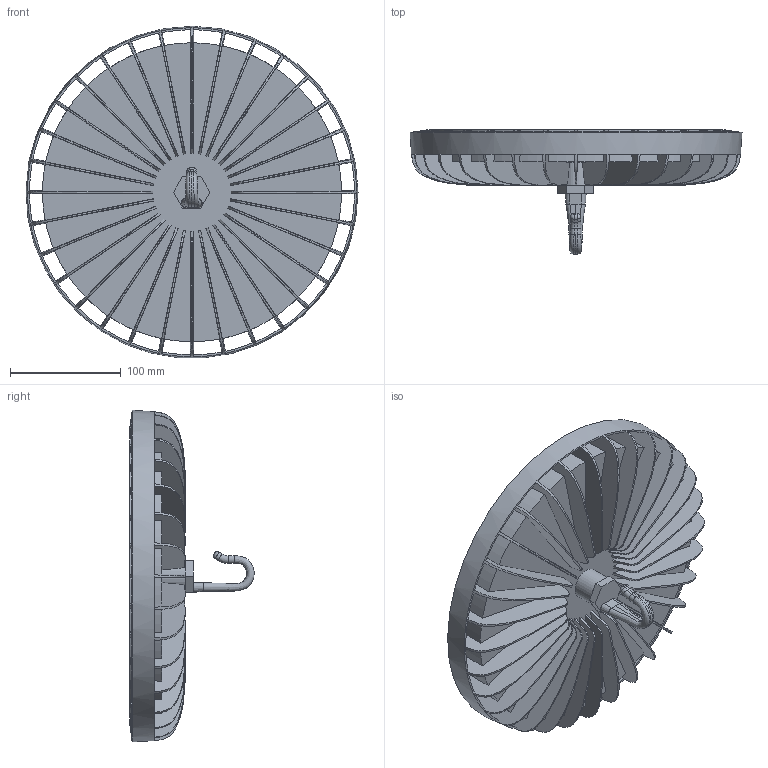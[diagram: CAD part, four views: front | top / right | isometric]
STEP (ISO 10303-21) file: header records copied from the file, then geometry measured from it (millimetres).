
FILE_DESCRIPTION (( 'STEP AP214' ), '1' );
FILE_NAME ('HB_COMP_225W.STEP', '2023-06-06T12:38:14', ( '' ), ( '' ), 'SwSTEP 2.0', 'SolidWorks 2020', '' );
FILE_SCHEMA (( 'AUTOMOTIVE_DESIGN' ));
Length unit declared in the file: millimetre
Products named in the file (1): HB_COMP_225W
Bounding box: 299.98 x 112.28 x 299.53 mm (x, y, z)
Volume: 1812248.3 mm3; surface area: 454041.3 mm2
Topology: 3 solids, 3 shells, 306 faces, 1008 edges, 647 vertices
Faces by surface type: plane 150, bspline 70, cylinder 46, cone 36, torus 4
Full cylindrical faces by diameter (mm): 28.049 x1, 264.025 x1
Entity records: 30412 total; most frequent: CARTESIAN_POINT 19353, ORIENTED_EDGE 2004, DIRECTION 1081, EDGE_CURVE 1002, VERTEX_POINT 645, B_SPLINE_CURVE_WITH_KNOTS 582, AXIS2_PLACEMENT_3D 424, EDGE_LOOP 313
